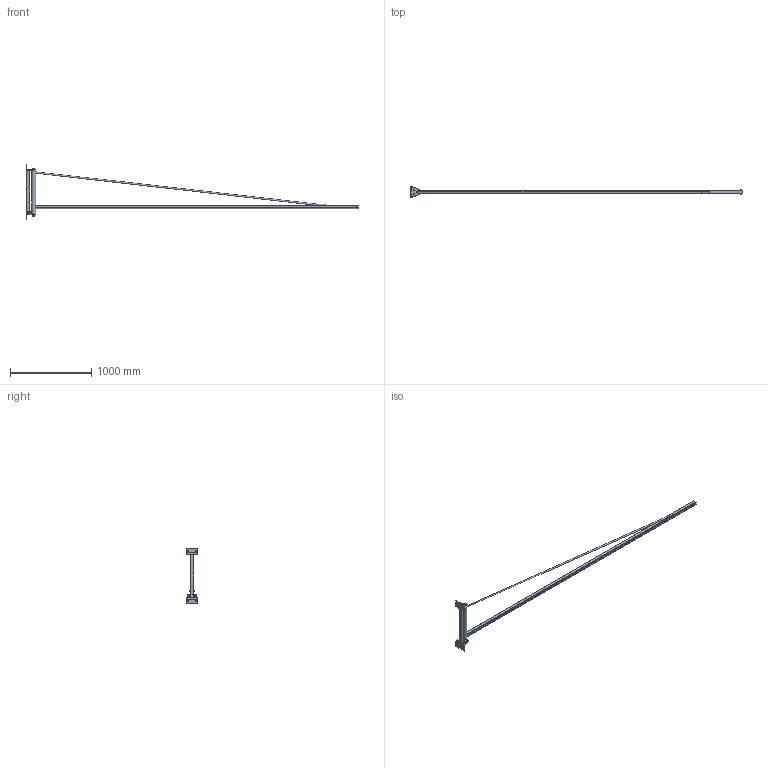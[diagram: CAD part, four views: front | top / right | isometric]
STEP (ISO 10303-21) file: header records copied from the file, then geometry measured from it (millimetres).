
FILE_DESCRIPTION(('STEP AP214'),'1');
FILE_NAME('PMH Väggsvängkran Frej 35-4.stp','2013-08-16T07:39:58',(' '),(' '),'Spatial InterOp 3D',' ',' ');
FILE_SCHEMA(('automotive_design'));
Length unit declared in the file: millimetre
Products named in the file (36): F0035-4; Ø48.3, L = 520 T = 4; Profil 4; _ndstopp Profil 4; Hydraulrör, L=42; Polyfjäder 25s/10; Bultf_rband M8x60; M6S M8x60; DIN_985 M8; Rundstång; PMH Vaggsvangkran Frej 35-4; V_ggf_ste I; 120x80x12, L = 145; 120x80x12, L=145; KKR 40x40, T=4, L=525; Plattjärn 40x5, L=100; Broms V_ggf_ste I; Bromsback Väggfäste I; Bolt Assembly; Tryckfjäder Ø14/10,5, L=24; M6M M10; Gängstång M10x65; Axel I, L=582; Axelkant  I; Axel I; Distansbricka I; Hylsa I; Bultf_rband M6x35, M6 L_smutter; M6S M6x35; DIN_985 M6
Assembly tree (35 placements, depth 5):
  PMH Vaggsvangkran Frej 35-4
    F0035-4
      Ø48.3, L = 520 T = 4
      Profil 4
      _ndstopp Profil 4
        Hydraulrör, L=42
        Polyfjäder 25s/10
        Bultf_rband M8x60
          M6S M8x60
          DIN_985 M8
      Rundstång
    V_ggf_ste I
      120x80x12, L = 145
      120x80x12, L=145
      KKR 40x40, T=4, L=525
      Plattjärn 40x5, L=100
      Broms V_ggf_ste I
        Bromsback Väggfäste I
        Bolt Assembly
          Tryckfjäder Ø14/10,5, L=24
          M6M M10
          M6M M10
          Gängstång M10x65
        Bolt Assembly
          Tryckfjäder Ø14/10,5, L=24
          M6M M10
          M6M M10
          Gängstång M10x65
      Axel I, L=582
        Axelkant  I
        Axel I
        Distansbricka I
        Hylsa I
        Bultf_rband M6x35, M6 L_smutter
          M6S M6x35
          DIN_985 M6
Bounding box: 4095 x 145 x 685 mm (x, y, z)
Volume: 3920041.2 mm3; surface area: 1817980.9 mm2
Topology: 26 solids, 26 shells, 328 faces, 740 edges, 461 vertices
Faces by surface type: plane 156, cone 95, cylinder 70, bspline 6, torus 1
Full cylindrical faces by diameter (mm): 4.5 x1, 5.46 x1, 6 x2, 7 x5, 7.28 x1, 8 x2, 9 x3, 10 x6, 11 x2, 12 x1, 13 x5, 16 x2, 20 x4, 21 x2, 25 x1, 26 x2, 27 x1, 40.3 x1, 48.3 x1
Entity records: 15774 total; most frequent: CARTESIAN_POINT 5688, DIRECTION 1427, ORIENTED_EDGE 1312, EDGE_CURVE 656, AXIS2_PLACEMENT_3D 594, EDGE_LOOP 443, VERTEX_POINT 443, FACE_OUTER_BOUND 378
